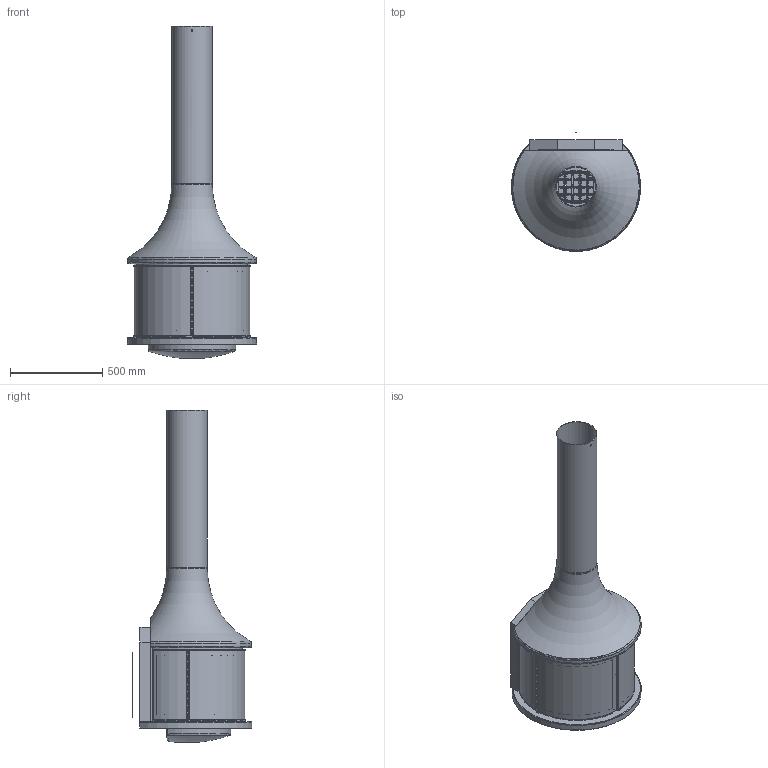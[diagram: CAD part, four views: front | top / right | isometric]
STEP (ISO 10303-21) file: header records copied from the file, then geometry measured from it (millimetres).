
FILE_DESCRIPTION(('STEP AP214'),'1');
FILE_NAME('.stp','2017-01-10T09:38:10',(' '),(' '),'Spatial InterOp 3D',' ',' ');
FILE_SCHEMA(('automotive_design'));
Length unit declared in the file: millimetre
Products named in the file (52): Pièce 1663; Vitre porte droite (Miroir); Vitre porte gauche; Vitre arrière droite (Miroir); Vitre arrière gauche; porte droite SR ; porte gauche SR; MONTANT (Miroir); MONTANT; arrière gauche Murale SR; Hotte 998 SR (Face arrière); Fonte partie basse; plateau acier; Grille 998 M - Copie; 998 Pare-bûche fonte M; Grille elliptique 20034; Demi grille 20038 version murale; Demi grille 20037; haute murale 2; haute murale; Léa 998 Murale Foyer Fermé Sérigraphié sur pied; Léa 998 Murale Foyer Fermé Sérigraphié sur pied-1; arrière droite Murale SR 6; arrière droite Murale SR; arrière droite Murale SR 2; arrière droite Murale SR 3; arrière droite Murale SR 4; arrière droite Murale SR 5; Hotte 998 SR 3; Hotte 998 SR; Hotte 998 SR 2
Assembly tree (51 placements, depth 5):
  (unnamed)
    Pièce 1663
    Vitre porte droite (Miroir)
    Vitre porte gauche
    Vitre arrière droite (Miroir)
    Vitre arrière gauche
    porte droite SR 
    porte gauche SR
    MONTANT (Miroir)
    MONTANT
    arrière gauche Murale SR
    Hotte 998 SR (Face arrière)
    Fonte partie basse
    plateau acier
    Grille 998 M - Copie
      998 Pare-bûche fonte M
      Grille elliptique 20034
      Demi grille 20038 version murale
      Demi grille 20037
    haute murale 2
      haute murale
      Léa 998 Murale Foyer Fermé Sérigraphié sur pied-1
        Léa 998 Murale Foyer Fermé Sérigraphié sur pied
          Léa 998 Murale Foyer Fermé Sérigraphié sur pied
          Léa 998 Murale Foyer Fermé Sérigraphié sur pied
          Léa 998 Murale Foyer Fermé Sérigraphié sur pied
          Léa 998 Murale Foyer Fermé Sérigraphié sur pied
          Léa 998 Murale Foyer Fermé Sérigraphié sur pied
          Léa 998 Murale Foyer Fermé Sérigraphié sur pied
          Léa 998 Murale Foyer Fermé Sérigraphié sur pied
          Léa 998 Murale Foyer Fermé Sérigraphié sur pied
          Léa 998 Murale Foyer Fermé Sérigraphié sur pied
          Léa 998 Murale Foyer Fermé Sérigraphié sur pied
          Léa 998 Murale Foyer Fermé Sérigraphié sur pied
          Léa 998 Murale Foyer Fermé Sérigraphié sur pied
          Léa 998 Murale Foyer Fermé Sérigraphié sur pied
    arrière droite Murale SR 6
      arrière droite Murale SR
      arrière droite Murale SR 2
      arrière droite Murale SR 3
      arrière droite Murale SR 4
      arrière droite Murale SR 5
    Hotte 998 SR 3
      Hotte 998 SR
      Hotte 998 SR 2
    Léa 998 Murale Foyer Fermé Sérigraphié sur pied
      Léa 998 Murale Foyer Fermé Sérigraphié sur pied
        Léa 998 Murale Foyer Fermé Sérigraphié sur pied
        Léa 998 Murale Foyer Fermé Sérigraphié sur pied
        Léa 998 Murale Foyer Fermé Sérigraphié sur pied
        Léa 998 Murale Foyer Fermé Sérigraphié sur pied
        Léa 998 Murale Foyer Fermé Sérigraphié sur pied
Bounding box: 699.54 x 645.77 x 1800.24 mm (x, y, z)
Volume: 17572855.4 mm3; surface area: 7091527.1 mm2
Topology: 25 solids, 48 shells, 4464 faces, 11442 edges, 6870 vertices
Faces by surface type: plane 1235, cylinder 1142, bspline 985, cone 366, torus 308, sphere 200, extrusion 114, revolution 114
Full cylindrical faces by diameter (mm): 3.2 x12, 3.3 x4, 3.5 x18, 4 x24, 4.2 x10, 5 x36, 7 x1, 8 x2, 9.2 x1, 212 x1, 214.1 x1, 219.1 x1, 220 x1
Entity records: 268709 total; most frequent: CARTESIAN_POINT 135885, ORIENTED_EDGE 21825, DIRECTION 16836, EDGE_CURVE 10956, VERTEX_POINT 6799, AXIS2_PLACEMENT_3D 6320, EDGE_LOOP 4870, FACE_OUTER_BOUND 4574
